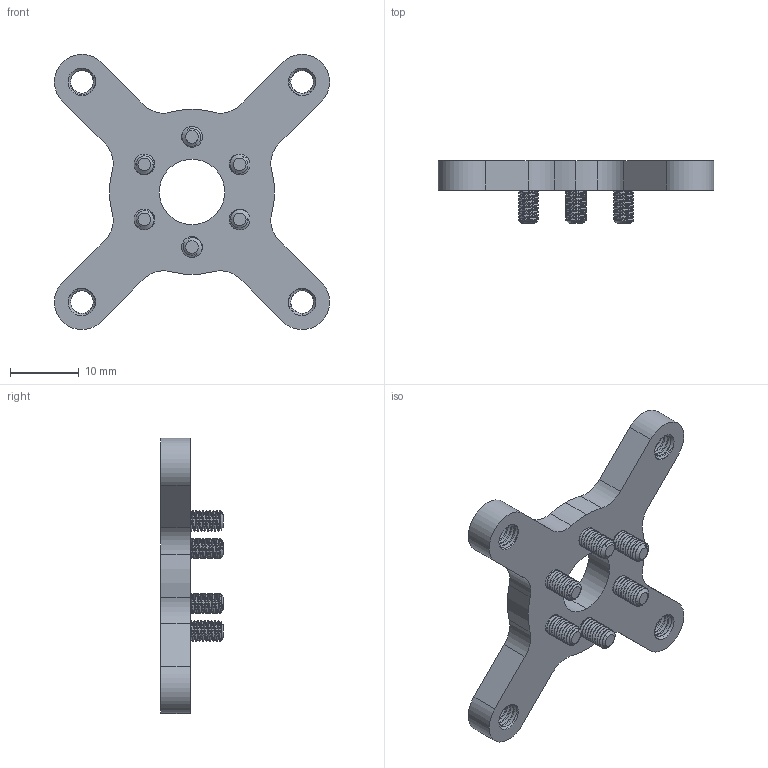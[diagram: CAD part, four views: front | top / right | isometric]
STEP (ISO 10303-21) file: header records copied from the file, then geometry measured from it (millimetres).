
FILE_DESCRIPTION (( 'STEP AP203' ), '1' );
FILE_NAME ('1701-0032-0001 assembly.STEP', '2018-06-27T16:44:36', ( '' ), ( '' ), 'SwSTEP 2.0', 'SolidWorks 2016', '' );
FILE_SCHEMA (( 'CONFIG_CONTROL_DESIGN' ));
Length unit declared in the file: millimetre
Products named in the file (3): 1701-0032-0001; 1701-0032-0001 assembly; M3 x 6mm zinc plated socket head screw_91502A102
Assembly tree (7 placements, depth 2):
  1701-0032-0001 assembly
    1701-0032-0001
    M3 x 6mm zinc plated socket head screw_91502A102  x6
Bounding box: 39.99 x 9.1 x 39.98 mm (x, y, z)
Volume: 3463.7 mm3; surface area: 4265.7 mm2
Topology: 7 solids, 7 shells, 671 faces, 1781 edges, 1142 vertices
Faces by surface type: cylinder 447, cone 128, plane 76, bspline 20
Entity records: 20253 total; most frequent: CARTESIAN_POINT 13627, ORIENTED_EDGE 1502, DIRECTION 1136, EDGE_CURVE 751, VERTEX_POINT 487, AXIS2_PLACEMENT_3D 442, EDGE_LOOP 306, ADVANCED_FACE 276
